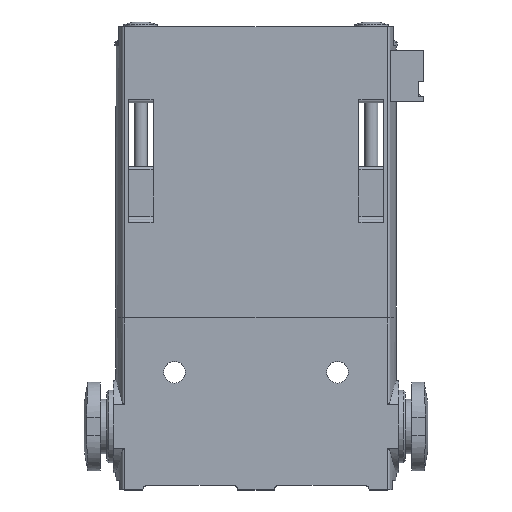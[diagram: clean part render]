
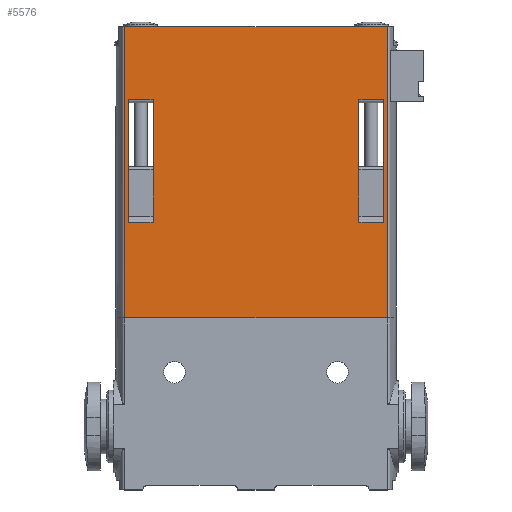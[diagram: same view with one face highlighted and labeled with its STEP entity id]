
A CAD part, top view. The second image highlights one B-rep face of the part: STEP entity #5576.
In plain terms, the highlighted face is planar.
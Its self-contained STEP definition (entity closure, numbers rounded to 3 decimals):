
#536=ORIENTED_EDGE('',*,*,#1663,.F.);
#537=ORIENTED_EDGE('',*,*,#1664,.T.);
#538=ORIENTED_EDGE('',*,*,#1665,.T.);
#539=ORIENTED_EDGE('',*,*,#1666,.F.);
#540=ORIENTED_EDGE('',*,*,#1667,.F.);
#541=ORIENTED_EDGE('',*,*,#1668,.T.);
#542=ORIENTED_EDGE('',*,*,#1669,.T.);
#543=ORIENTED_EDGE('',*,*,#1670,.F.);
#544=ORIENTED_EDGE('',*,*,#1662,.T.);
#545=ORIENTED_EDGE('',*,*,#1671,.T.);
#546=ORIENTED_EDGE('',*,*,#1646,.F.);
#547=ORIENTED_EDGE('',*,*,#1610,.F.);
#1610=EDGE_CURVE('',#2180,#2181,#2581,.T.);
#1646=EDGE_CURVE('',#2181,#2205,#2609,.T.);
#1662=EDGE_CURVE('',#2180,#2216,#2621,.T.);
#1663=EDGE_CURVE('',#2217,#2218,#2622,.T.);
#1664=EDGE_CURVE('',#2217,#2219,#2623,.T.);
#1665=EDGE_CURVE('',#2219,#2220,#2624,.T.);
#1666=EDGE_CURVE('',#2218,#2220,#2625,.T.);
#1667=EDGE_CURVE('',#2221,#2222,#2626,.T.);
#1668=EDGE_CURVE('',#2221,#2223,#2627,.T.);
#1669=EDGE_CURVE('',#2223,#2224,#2628,.T.);
#1670=EDGE_CURVE('',#2222,#2224,#2629,.T.);
#1671=EDGE_CURVE('',#2216,#2205,#2630,.T.);
#2180=VERTEX_POINT('',#7625);
#2181=VERTEX_POINT('',#7627);
#2205=VERTEX_POINT('',#7698);
#2216=VERTEX_POINT('',#7728);
#2217=VERTEX_POINT('',#7732);
#2218=VERTEX_POINT('',#7733);
#2219=VERTEX_POINT('',#7735);
#2220=VERTEX_POINT('',#7737);
#2221=VERTEX_POINT('',#7740);
#2222=VERTEX_POINT('',#7741);
#2223=VERTEX_POINT('',#7743);
#2224=VERTEX_POINT('',#7745);
#2581=LINE('',#7626,#2933);
#2609=LINE('',#7697,#2961);
#2621=LINE('',#7729,#2973);
#2622=LINE('',#7731,#2974);
#2623=LINE('',#7734,#2975);
#2624=LINE('',#7736,#2976);
#2625=LINE('',#7738,#2977);
#2626=LINE('',#7739,#2978);
#2627=LINE('',#7742,#2979);
#2628=LINE('',#7744,#2980);
#2629=LINE('',#7746,#2981);
#2630=LINE('',#7747,#2982);
#2933=VECTOR('',#6356,1000.);
#2961=VECTOR('',#6422,1000.);
#2973=VECTOR('',#6450,1000.);
#2974=VECTOR('',#6453,1000.);
#2975=VECTOR('',#6454,1000.);
#2976=VECTOR('',#6455,1000.);
#2977=VECTOR('',#6456,1000.);
#2978=VECTOR('',#6457,1000.);
#2979=VECTOR('',#6458,1000.);
#2980=VECTOR('',#6459,1000.);
#2981=VECTOR('',#6460,1000.);
#2982=VECTOR('',#6461,1000.);
#3268=EDGE_LOOP('',(#536,#537,#538,#539));
#3269=EDGE_LOOP('',(#540,#541,#542,#543));
#3270=EDGE_LOOP('',(#544,#545,#546,#547));
#3593=FACE_BOUND('',#3268,.T.);
#3594=FACE_BOUND('',#3269,.T.);
#3595=FACE_BOUND('',#3270,.T.);
#3908=PLANE('',#5869);
#5576=ADVANCED_FACE('',(#3593,#3594,#3595),#3908,.F.);
#5869=AXIS2_PLACEMENT_3D('',#7730,#6451,#6452);
#6356=DIRECTION('',(-1.,0.,0.));
#6422=DIRECTION('',(0.,-1.,0.));
#6450=DIRECTION('',(0.,-1.,0.));
#6451=DIRECTION('',(0.,0.,1.));
#6452=DIRECTION('',(1.,0.,0.));
#6453=DIRECTION('',(-1.,0.,0.));
#6454=DIRECTION('',(0.,1.,0.));
#6455=DIRECTION('',(-1.,0.,0.));
#6456=DIRECTION('',(0.,1.,0.));
#6457=DIRECTION('',(-1.,0.,0.));
#6458=DIRECTION('',(0.,1.,0.));
#6459=DIRECTION('',(-1.,0.,0.));
#6460=DIRECTION('',(0.,1.,0.));
#6461=DIRECTION('',(-1.,0.,0.));
#7625=CARTESIAN_POINT('',(14.514,24.4,-4.5));
#7626=CARTESIAN_POINT('',(14.514,24.4,-4.5));
#7627=CARTESIAN_POINT('',(-14.514,24.4,-4.5));
#7697=CARTESIAN_POINT('',(-14.514,24.4,-4.5));
#7698=CARTESIAN_POINT('',(-14.514,-7.8,-4.5));
#7728=CARTESIAN_POINT('',(14.514,-7.8,-4.5));
#7729=CARTESIAN_POINT('',(14.514,24.4,-4.5));
#7730=CARTESIAN_POINT('',(14.514,24.4,-4.5));
#7731=CARTESIAN_POINT('',(14.125,2.8,-4.5));
#7732=CARTESIAN_POINT('',(14.125,2.8,-4.5));
#7733=CARTESIAN_POINT('',(11.375,2.8,-4.5));
#7734=CARTESIAN_POINT('',(14.125,2.8,-4.5));
#7735=CARTESIAN_POINT('',(14.125,16.3,-4.5));
#7736=CARTESIAN_POINT('',(14.125,16.3,-4.5));
#7737=CARTESIAN_POINT('',(11.375,16.3,-4.5));
#7738=CARTESIAN_POINT('',(11.375,2.8,-4.5));
#7739=CARTESIAN_POINT('',(-11.375,2.8,-4.5));
#7740=CARTESIAN_POINT('',(-11.375,2.8,-4.5));
#7741=CARTESIAN_POINT('',(-14.125,2.8,-4.5));
#7742=CARTESIAN_POINT('',(-11.375,2.8,-4.5));
#7743=CARTESIAN_POINT('',(-11.375,16.3,-4.5));
#7744=CARTESIAN_POINT('',(-11.375,16.3,-4.5));
#7745=CARTESIAN_POINT('',(-14.125,16.3,-4.5));
#7746=CARTESIAN_POINT('',(-14.125,2.8,-4.5));
#7747=CARTESIAN_POINT('',(14.514,-7.8,-4.5));
